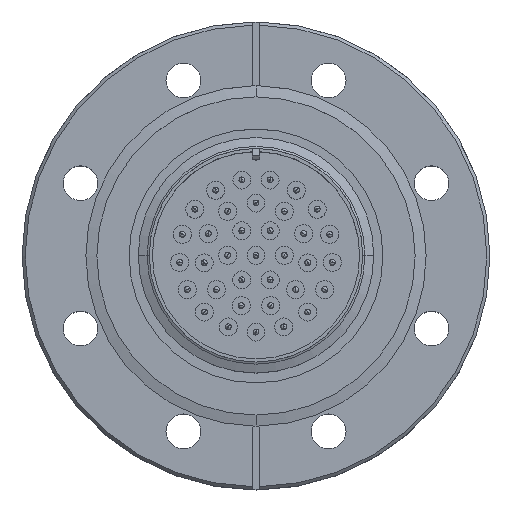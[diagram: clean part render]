
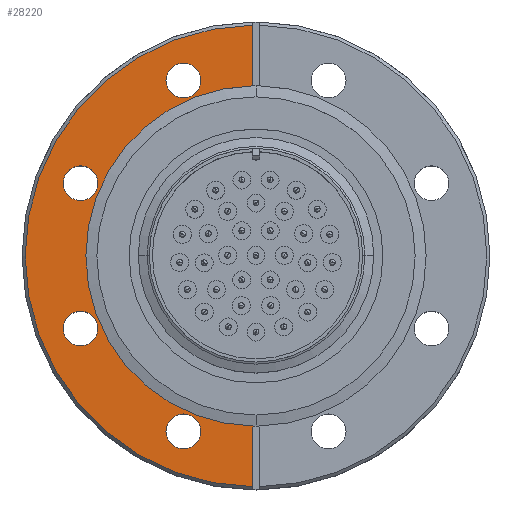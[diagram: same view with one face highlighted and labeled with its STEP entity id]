
A CAD part, top view. The second image highlights one B-rep face of the part: STEP entity #28220.
In plain terms, the highlighted planar face has unit normal (0, 0, 1).
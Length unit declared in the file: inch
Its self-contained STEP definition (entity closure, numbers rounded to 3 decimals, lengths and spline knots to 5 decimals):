
#6090 = CARTESIAN_POINT ( 'NONE',  ( -0.031, -2.20478, -2.669 ) ) ;
#6100 = CARTESIAN_POINT ( 'NONE',  ( -0.031, -1.6247, -2.669 ) ) ;
#6134 = CARTESIAN_POINT ( 'NONE',  ( -0.031, 2.20478, -2.669 ) ) ;
#8621 = CARTESIAN_POINT ( 'NONE',  ( -0.69419, -1.50992, -2.669 ) ) ;
#8625 = CARTESIAN_POINT ( 'NONE',  ( -1.67592, -0.52819, -2.669 ) ) ;
#8626 = CARTESIAN_POINT ( 'NONE',  ( -1.67592, -0.86019, -2.669 ) ) ;
#8640 = CARTESIAN_POINT ( 'NONE',  ( -0.69419, 1.84192, -2.669 ) ) ;
#8643 = CARTESIAN_POINT ( 'NONE',  ( -0.69419, 1.50992, -2.669 ) ) ;
#8690 = CARTESIAN_POINT ( 'NONE',  ( -1.67592, 0.52819, -2.669 ) ) ;
#8698 = CARTESIAN_POINT ( 'NONE',  ( -1.67592, 0.86019, -2.669 ) ) ;
#8732 = CARTESIAN_POINT ( 'NONE',  ( -0.69419, -1.84192, -2.669 ) ) ;
#13021 = CARTESIAN_POINT ( 'NONE',  ( -1.67592, 0.69419, -2.669 ) ) ;
#13022 = DIRECTION ( 'NONE',  ( 0., 0., 1. ) ) ;
#13023 = DIRECTION ( 'NONE',  ( 0.707, -0.707, 0. ) ) ;
#13078 = CARTESIAN_POINT ( 'NONE',  ( -0.69419, -1.67592, -2.669 ) ) ;
#13079 = DIRECTION ( 'NONE',  ( 0., 0., 1. ) ) ;
#13080 = DIRECTION ( 'NONE',  ( 0.707, 0.707, 0. ) ) ;
#14748 = EDGE_LOOP ( 'NONE', ( #17905, #17903 ) ) ;
#14749 = EDGE_LOOP ( 'NONE', ( #17904, #17910 ) ) ;
#14750 = EDGE_LOOP ( 'NONE', ( #17906, #17228 ) ) ;
#14776 = EDGE_LOOP ( 'NONE', ( #17897, #17898 ) ) ;
#14789 = EDGE_LOOP ( 'NONE', ( #17911, #17908, #17909, #17907 ) ) ;
#17228 = ORIENTED_EDGE ( 'NONE', *, *, #26703, .F. ) ;
#17897 = ORIENTED_EDGE ( 'NONE', *, *, #40688, .F. ) ;
#17898 = ORIENTED_EDGE ( 'NONE', *, *, #26848, .F. ) ;
#17903 = ORIENTED_EDGE ( 'NONE', *, *, #26672, .F. ) ;
#17904 = ORIENTED_EDGE ( 'NONE', *, *, #40687, .F. ) ;
#17905 = ORIENTED_EDGE ( 'NONE', *, *, #40689, .F. ) ;
#17906 = ORIENTED_EDGE ( 'NONE', *, *, #40683, .F. ) ;
#17907 = ORIENTED_EDGE ( 'NONE', *, *, #40682, .T. ) ;
#17908 = ORIENTED_EDGE ( 'NONE', *, *, #40696, .F. ) ;
#17909 = ORIENTED_EDGE ( 'NONE', *, *, #40686, .F. ) ;
#17910 = ORIENTED_EDGE ( 'NONE', *, *, #26871, .F. ) ;
#17911 = ORIENTED_EDGE ( 'NONE', *, *, #40685, .F. ) ;
#18051 = DIRECTION ( 'NONE',  ( 0., 0., 1. ) ) ;
#18056 = CARTESIAN_POINT ( 'NONE',  ( -2.205, 0., -2.669 ) ) ;
#18059 = PLANE ( 'NONE',  #33197 ) ;
#18062 = DIRECTION ( 'NONE',  ( 0., -1., 0. ) ) ;
#19592 = VERTEX_POINT ( 'NONE', #6100 ) ;
#19605 = VERTEX_POINT ( 'NONE', #6134 ) ;
#19645 = VERTEX_POINT ( 'NONE', #6090 ) ;
#21245 = VERTEX_POINT ( 'NONE', #21892 ) ;
#21892 = CARTESIAN_POINT ( 'NONE',  ( -0.031, 1.6247, -2.669 ) ) ;
#22733 = CIRCLE ( 'NONE', #34132, 0.166 ) ;
#22813 = CIRCLE ( 'NONE', #34150, 0.166 ) ;
#23243 = CIRCLE ( 'NONE', #34218, 0.166 ) ;
#23299 = CIRCLE ( 'NONE', #34229, 0.166 ) ;
#26672 = EDGE_CURVE ( 'NONE', #42142, #42143, #22733, .T. ) ;
#26703 = EDGE_CURVE ( 'NONE', #42165, #42170, #22813, .T. ) ;
#26848 = EDGE_CURVE ( 'NONE', #42257, #42244, #23243, .T. ) ;
#26871 = EDGE_CURVE ( 'NONE', #42135, #42294, #23299, .T. ) ;
#28220 = ADVANCED_FACE ( 'NONE', ( #29572, #29592, #29590, #29591, #29587 ), #18059, .T. ) ;
#29572 = FACE_BOUND ( 'NONE', #14776, .T. ) ;
#29587 = FACE_BOUND ( 'NONE', #14750, .T. ) ;
#29590 = FACE_BOUND ( 'NONE', #14749, .T. ) ;
#29591 = FACE_OUTER_BOUND ( 'NONE', #14789, .T. ) ;
#29592 = FACE_BOUND ( 'NONE', #14748, .T. ) ;
#31658 = CARTESIAN_POINT ( 'NONE',  ( -1.67592, -0.69419, -2.669 ) ) ;
#31659 = DIRECTION ( 'NONE',  ( 0., 0., 1. ) ) ;
#31660 = DIRECTION ( 'NONE',  ( 1., 0., 0. ) ) ;
#31736 = CARTESIAN_POINT ( 'NONE',  ( -0.69419, 1.67592, -2.669 ) ) ;
#31737 = DIRECTION ( 'NONE',  ( 0., 0., 1. ) ) ;
#31738 = DIRECTION ( 'NONE',  ( 0., -1., 0. ) ) ;
#33197 = AXIS2_PLACEMENT_3D ( 'NONE', #18056, #18051, #18062 ) ;
#34132 = AXIS2_PLACEMENT_3D ( 'NONE', #31658, #31659, #31660 ) ;
#34150 = AXIS2_PLACEMENT_3D ( 'NONE', #31736, #31737, #31738 ) ;
#34218 = AXIS2_PLACEMENT_3D ( 'NONE', #13021, #13022, #13023 ) ;
#34229 = AXIS2_PLACEMENT_3D ( 'NONE', #13078, #13079, #13080 ) ;
#36941 = CIRCLE ( 'NONE', #37481, 0.166 ) ;
#36944 = CIRCLE ( 'NONE', #37480, 2.205 ) ;
#36946 = LINE ( 'NONE', #39449, #36950 ) ;
#36947 = LINE ( 'NONE', #39447, #36948 ) ;
#36948 = VECTOR ( 'NONE', #39448, 39.37008 ) ;
#36949 = CIRCLE ( 'NONE', #37482, 0.166 ) ;
#36950 = VECTOR ( 'NONE', #39450, 39.37008 ) ;
#36951 = CIRCLE ( 'NONE', #37483, 0.166 ) ;
#36952 = CIRCLE ( 'NONE', #37484, 0.166 ) ;
#36959 = CIRCLE ( 'NONE', #37489, 1.625 ) ;
#37480 = AXIS2_PLACEMENT_3D ( 'NONE', #39437, #39438, #39439 ) ;
#37481 = AXIS2_PLACEMENT_3D ( 'NONE', #39442, #39443, #39444 ) ;
#37482 = AXIS2_PLACEMENT_3D ( 'NONE', #39451, #39452, #39453 ) ;
#37483 = AXIS2_PLACEMENT_3D ( 'NONE', #39454, #39455, #39456 ) ;
#37484 = AXIS2_PLACEMENT_3D ( 'NONE', #39457, #39458, #39459 ) ;
#37489 = AXIS2_PLACEMENT_3D ( 'NONE', #39476, #39477, #39478 ) ;
#39437 = CARTESIAN_POINT ( 'NONE',  ( 0., 0., -2.669 ) ) ;
#39438 = DIRECTION ( 'NONE',  ( 0., 0., 1. ) ) ;
#39439 = DIRECTION ( 'NONE',  ( 0., -1., 0. ) ) ;
#39442 = CARTESIAN_POINT ( 'NONE',  ( -0.69419, 1.67592, -2.669 ) ) ;
#39443 = DIRECTION ( 'NONE',  ( 0., 0., 1. ) ) ;
#39444 = DIRECTION ( 'NONE',  ( 0., -1., 0. ) ) ;
#39447 = CARTESIAN_POINT ( 'NONE',  ( -0.031, -1.6247, -2.669 ) ) ;
#39448 = DIRECTION ( 'NONE',  ( 0., -1., 0. ) ) ;
#39449 = CARTESIAN_POINT ( 'NONE',  ( -0.031, 2.60811, -2.669 ) ) ;
#39450 = DIRECTION ( 'NONE',  ( 0., -1., 0. ) ) ;
#39451 = CARTESIAN_POINT ( 'NONE',  ( -0.69419, -1.67592, -2.669 ) ) ;
#39452 = DIRECTION ( 'NONE',  ( 0., 0., 1. ) ) ;
#39453 = DIRECTION ( 'NONE',  ( 0.707, 0.707, 0. ) ) ;
#39454 = CARTESIAN_POINT ( 'NONE',  ( -1.67592, 0.69419, -2.669 ) ) ;
#39455 = DIRECTION ( 'NONE',  ( 0., 0., 1. ) ) ;
#39456 = DIRECTION ( 'NONE',  ( 0.707, -0.707, 0. ) ) ;
#39457 = CARTESIAN_POINT ( 'NONE',  ( -1.67592, -0.69419, -2.669 ) ) ;
#39458 = DIRECTION ( 'NONE',  ( 0., 0., 1. ) ) ;
#39459 = DIRECTION ( 'NONE',  ( 1., 0., 0. ) ) ;
#39476 = CARTESIAN_POINT ( 'NONE',  ( 0., 0., -2.669 ) ) ;
#39477 = DIRECTION ( 'NONE',  ( 0., 0., 1. ) ) ;
#39478 = DIRECTION ( 'NONE',  ( 0., -1., 0. ) ) ;
#40682 = EDGE_CURVE ( 'NONE', #19605, #19645, #36944, .T. ) ;
#40683 = EDGE_CURVE ( 'NONE', #42170, #42165, #36941, .T. ) ;
#40685 = EDGE_CURVE ( 'NONE', #19592, #19645, #36947, .T. ) ;
#40686 = EDGE_CURVE ( 'NONE', #19605, #21245, #36946, .T. ) ;
#40687 = EDGE_CURVE ( 'NONE', #42294, #42135, #36949, .T. ) ;
#40688 = EDGE_CURVE ( 'NONE', #42244, #42257, #36951, .T. ) ;
#40689 = EDGE_CURVE ( 'NONE', #42143, #42142, #36952, .T. ) ;
#40696 = EDGE_CURVE ( 'NONE', #21245, #19592, #36959, .T. ) ;
#42135 = VERTEX_POINT ( 'NONE', #8621 ) ;
#42142 = VERTEX_POINT ( 'NONE', #8625 ) ;
#42143 = VERTEX_POINT ( 'NONE', #8626 ) ;
#42165 = VERTEX_POINT ( 'NONE', #8640 ) ;
#42170 = VERTEX_POINT ( 'NONE', #8643 ) ;
#42244 = VERTEX_POINT ( 'NONE', #8690 ) ;
#42257 = VERTEX_POINT ( 'NONE', #8698 ) ;
#42294 = VERTEX_POINT ( 'NONE', #8732 ) ;
